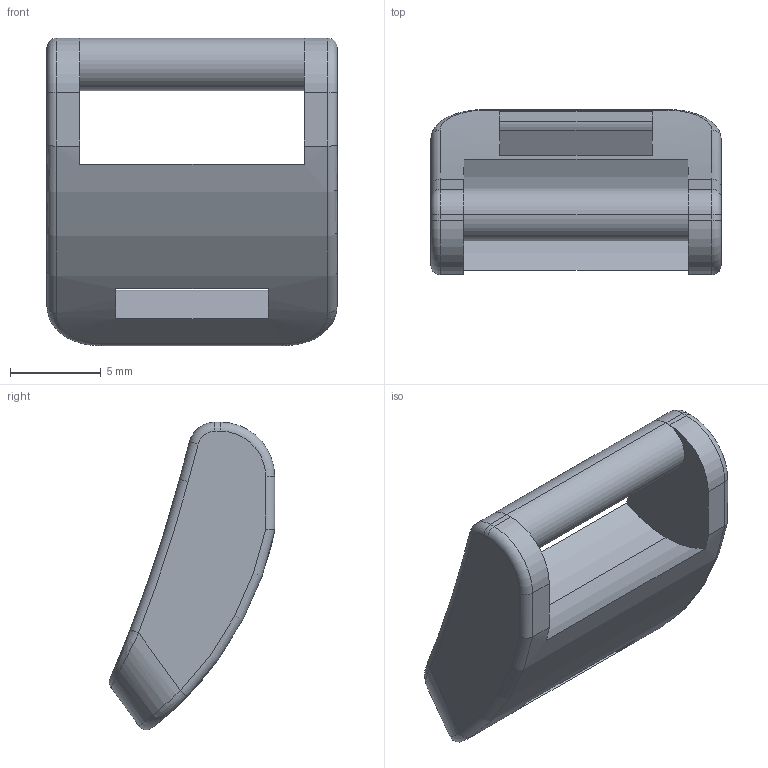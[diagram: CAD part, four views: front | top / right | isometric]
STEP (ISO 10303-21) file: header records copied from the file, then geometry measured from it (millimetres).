
FILE_DESCRIPTION (( 'STEP AP203' ), '1' );
FILE_NAME ('Travel Case Latch Right REF2023.STEP', '2025-11-29T17:00:06', ( '' ), ( '' ), 'SwSTEP 2.0', 'SolidWorks 2025', '' );
FILE_SCHEMA (( 'CONFIG_CONTROL_DESIGN' ));
Length unit declared in the file: millimetre
Products named in the file (1): Travel Case Latch Right REF2023
Bounding box: 16 x 9.12 x 16.97 mm (x, y, z)
Volume: 796.9 mm3; surface area: 897.8 mm2
Topology: 1 solids, 1 shells, 66 faces, 166 edges, 102 vertices
Faces by surface type: plane 29, cylinder 21, torus 8, bspline 8
Entity records: 3105 total; most frequent: CARTESIAN_POINT 1473, ORIENTED_EDGE 332, DIRECTION 317, EDGE_CURVE 166, AXIS2_PLACEMENT_3D 115, VERTEX_POINT 102, VECTOR 87, LINE 87
